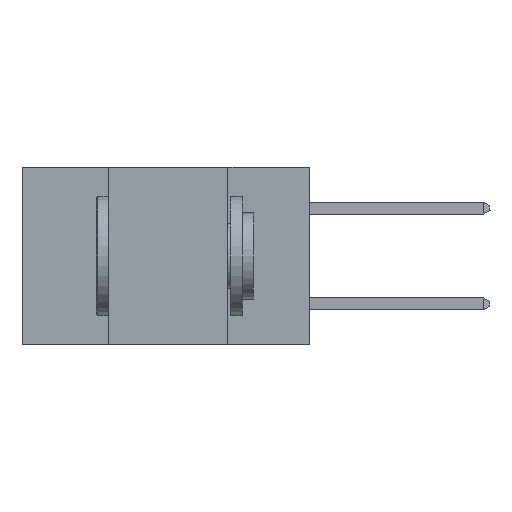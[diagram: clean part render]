
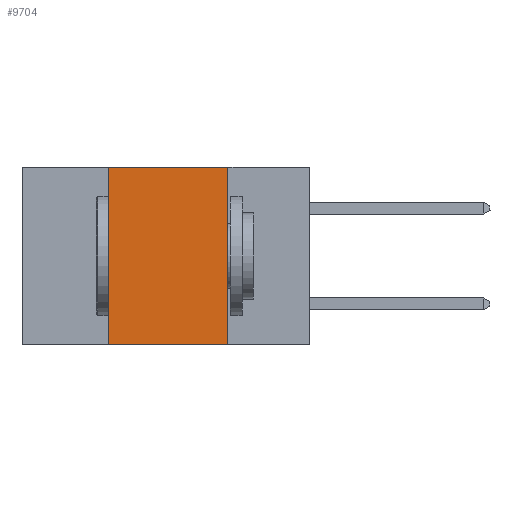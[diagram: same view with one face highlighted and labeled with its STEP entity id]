
A CAD part, left-side view. The second image highlights one B-rep face of the part: STEP entity #9704.
In plain terms, the highlighted planar face has unit normal (-1, 0, 0).
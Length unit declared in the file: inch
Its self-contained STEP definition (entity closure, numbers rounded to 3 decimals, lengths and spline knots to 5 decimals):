
#160 = EDGE_CURVE ( 'NONE', #10853, #19908, #12105, .T. ) ;
#392 = DIRECTION ( 'NONE',  ( 0., -1., 0. ) ) ;
#3760 = CARTESIAN_POINT ( 'NONE',  ( 0., 0.6, -0.37 ) ) ;
#3810 = LINE ( 'NONE', #24323, #21910 ) ;
#4133 = DIRECTION ( 'NONE',  ( 0., -1., 0. ) ) ;
#4719 = VECTOR ( 'NONE', #4133, 39.37008 ) ;
#6290 = VECTOR ( 'NONE', #392, 39.37008 ) ;
#7970 = AXIS2_PLACEMENT_3D ( 'NONE', #9227, #17227, #10910 ) ;
#8866 = EDGE_CURVE ( 'NONE', #17482, #19908, #11594, .T. ) ;
#9227 = CARTESIAN_POINT ( 'NONE',  ( 0., 0.6, 0. ) ) ;
#9704 = ADVANCED_FACE ( 'NONE', ( #14698 ), #17138, .F. ) ;
#10552 = VECTOR ( 'NONE', #17153, 39.37008 ) ;
#10853 = VERTEX_POINT ( 'NONE', #20076 ) ;
#10910 = DIRECTION ( 'NONE',  ( 0., 0., -1. ) ) ;
#11059 = VERTEX_POINT ( 'NONE', #22913 ) ;
#11173 = EDGE_LOOP ( 'NONE', ( #12910, #17277, #15559, #21219 ) ) ;
#11594 = LINE ( 'NONE', #3760, #4719 ) ;
#12105 = LINE ( 'NONE', #25071, #10552 ) ;
#12910 = ORIENTED_EDGE ( 'NONE', *, *, #160, .F. ) ;
#14698 = FACE_OUTER_BOUND ( 'NONE', #11173, .T. ) ;
#15052 = CARTESIAN_POINT ( 'NONE',  ( 0., 0.42, -0.37 ) ) ;
#15559 = ORIENTED_EDGE ( 'NONE', *, *, #16612, .F. ) ;
#16012 = CARTESIAN_POINT ( 'NONE',  ( 0., 0.17, -0.37 ) ) ;
#16612 = EDGE_CURVE ( 'NONE', #17482, #11059, #3810, .T. ) ;
#17138 = PLANE ( 'NONE',  #7970 ) ;
#17153 = DIRECTION ( 'NONE',  ( 0., 0., -1. ) ) ;
#17227 = DIRECTION ( 'NONE',  ( 1., 0., 0. ) ) ;
#17277 = ORIENTED_EDGE ( 'NONE', *, *, #18015, .F. ) ;
#17482 = VERTEX_POINT ( 'NONE', #15052 ) ;
#18015 = EDGE_CURVE ( 'NONE', #11059, #10853, #25709, .T. ) ;
#19908 = VERTEX_POINT ( 'NONE', #16012 ) ;
#20076 = CARTESIAN_POINT ( 'NONE',  ( 0., 0.17, 0. ) ) ;
#21219 = ORIENTED_EDGE ( 'NONE', *, *, #8866, .T. ) ;
#21910 = VECTOR ( 'NONE', #22353, 39.37008 ) ;
#22353 = DIRECTION ( 'NONE',  ( 0., 0., 1. ) ) ;
#22514 = CARTESIAN_POINT ( 'NONE',  ( 0., 0.6, 0. ) ) ;
#22913 = CARTESIAN_POINT ( 'NONE',  ( 0., 0.42, 0. ) ) ;
#24323 = CARTESIAN_POINT ( 'NONE',  ( 0., 0.42, 0. ) ) ;
#25071 = CARTESIAN_POINT ( 'NONE',  ( 0., 0.17, 0. ) ) ;
#25709 = LINE ( 'NONE', #22514, #6290 ) ;
